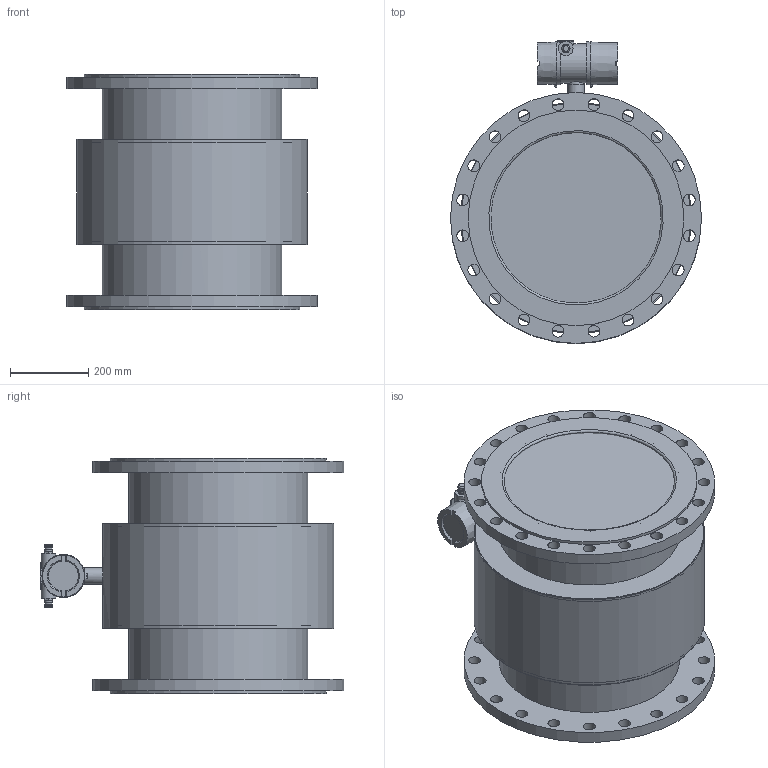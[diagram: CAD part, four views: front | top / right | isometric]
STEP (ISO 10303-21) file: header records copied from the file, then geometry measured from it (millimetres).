
FILE_DESCRIPTION(/* description */ (''),/* implementation_level */ '2;1');
FILE_NAME(/* name */ 'magflux A DN450 kompakt.stp',/* time_stamp */ '2021-11-30T10:05:41+01:00',/* author */ ('g.duesseldorf'),/* organization */ (''),/* preprocessor_version */ 'ST-DEVELOPER v18.1',/* originating_system */ 'Autodesk Inventor 2022',/* authorisation */ '');
FILE_SCHEMA (('CONFIG_CONTROL_DESIGN'));
Length unit declared in the file: millimetre
Products named in the file (1): magflux A DN450 kompakt_Ersatzobjekt_1
Bounding box: 640 x 773.5 x 600 mm (x, y, z)
Volume: 22702580 mm3; surface area: 5836398.8 mm2
Topology: 7 solids, 10 shells, 350 faces, 842 edges, 536 vertices
Faces by surface type: plane 146, cylinder 126, cone 61, torus 10, bspline 5, sphere 2
Full cylindrical faces by diameter (mm): 3 x2, 4.917 x2, 5 x2, 17 x4, 18.376 x1, 18.6 x4, 19.8 x4, 20 x1, 30 x40, 37 x2, 37.8 x1, 42 x1, 65 x1, 70.25 x1, 78 x1, 100.8 x1, 109.6 x2, 434.8 x1, 446.8 x1, 447 x1, 451.8 x2, 457 x1, 461 x2, 462 x2, 550 x2, 585 x3, 589 x1, 640 x2
Entity records: 11338 total; most frequent: CARTESIAN_POINT 2615, DIRECTION 1768, ORIENTED_EDGE 1676, EDGE_CURVE 838, AXIS2_PLACEMENT_3D 731, VERTEX_POINT 536, EDGE_LOOP 476, CIRCLE 360
